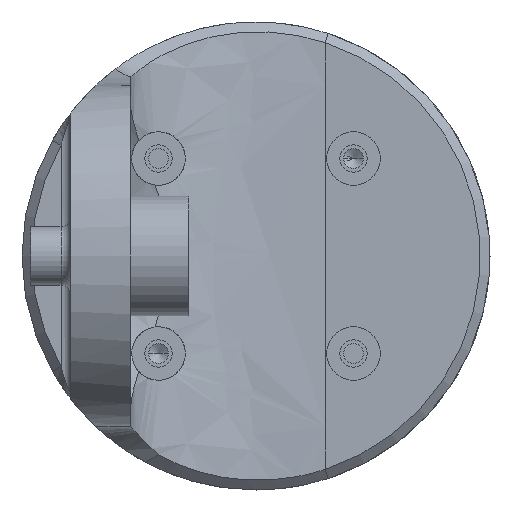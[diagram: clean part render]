
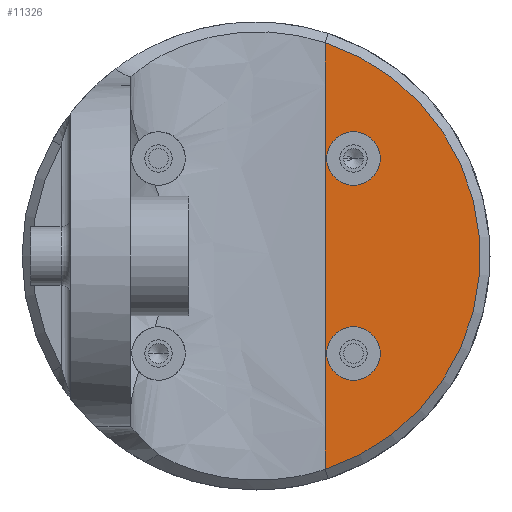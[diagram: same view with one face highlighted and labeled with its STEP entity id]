
A CAD part, left-side view. The second image highlights one B-rep face of the part: STEP entity #11326.
In plain terms, the highlighted face is planar.
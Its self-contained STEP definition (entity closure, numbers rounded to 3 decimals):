
#6 = CARTESIAN_POINT ( 'NONE',  ( -28.5, -20., 17.5 ) ) ;
#512 = CARTESIAN_POINT ( 'NONE',  ( -28.5, -20., 17.5 ) ) ;
#552 = ORIENTED_EDGE ( 'NONE', *, *, #11970, .T. ) ;
#829 = CARTESIAN_POINT ( 'NONE',  ( -28.5, -20., -17.5 ) ) ;
#1152 = CARTESIAN_POINT ( 'NONE',  ( -28.5, -20., -17.5 ) ) ;
#1256 = PLANE ( 'NONE',  #9588 ) ;
#1393 = CARTESIAN_POINT ( 'NONE',  ( -28.5, 0., 0. ) ) ;
#1871 = DIRECTION ( 'NONE',  ( 0., 0., 1. ) ) ;
#1999 = B_SPLINE_CURVE_WITH_KNOTS ( 'NONE', 3,
 ( #829, #10396, #11564, #6 ),
 .UNSPECIFIED., .F., .F.,
 ( 4, 4 ),
 ( 0., 1. ),
 .UNSPECIFIED. ) ;
#2302 = DIRECTION ( 'NONE',  ( 0., 0., 1. ) ) ;
#2442 = DIRECTION ( 'NONE',  ( 0., 0., 1. ) ) ;
#2510 = CARTESIAN_POINT ( 'NONE',  ( -28.5, -22.9, 10. ) ) ;
#2565 = AXIS2_PLACEMENT_3D ( 'NONE', #4916, #13274, #1871 ) ;
#2645 = CARTESIAN_POINT ( 'NONE',  ( -28.5, -22.9, -12.75 ) ) ;
#2827 = VECTOR ( 'NONE', #3032, 1000. ) ;
#2997 = VERTEX_POINT ( 'NONE', #3783 ) ;
#3027 = DIRECTION ( 'NONE',  ( 0., 0., 1. ) ) ;
#3032 = DIRECTION ( 'NONE',  ( 0., 0., 1. ) ) ;
#3304 = DIRECTION ( 'NONE',  ( -1., 0., 0. ) ) ;
#3661 = CIRCLE ( 'NONE', #11329, 2.75 ) ;
#3783 = CARTESIAN_POINT ( 'NONE',  ( -28.5, -20., 17.5 ) ) ;
#3984 = ORIENTED_EDGE ( 'NONE', *, *, #12492, .T. ) ;
#4510 = FACE_BOUND ( 'NONE', #9249, .T. ) ;
#4782 = CIRCLE ( 'NONE', #10252, 2.75 ) ;
#4916 = CARTESIAN_POINT ( 'NONE',  ( -28.5, -22.9, -10. ) ) ;
#4985 = CIRCLE ( 'NONE', #2565, 2.75 ) ;
#5102 = EDGE_CURVE ( 'NONE', #9618, #2997, #1999, .T. ) ;
#5220 = VECTOR ( 'NONE', #12324, 1000. ) ;
#5272 = EDGE_LOOP ( 'NONE', ( #552, #3984 ) ) ;
#5306 = LINE ( 'NONE', #1152, #2827 ) ;
#5810 = DIRECTION ( 'NONE',  ( -1., 0., 0. ) ) ;
#5870 = CARTESIAN_POINT ( 'NONE',  ( -28.5, -22.9, -7.25 ) ) ;
#5955 = LINE ( 'NONE', #512, #5220 ) ;
#6262 = VERTEX_POINT ( 'NONE', #2645 ) ;
#6728 = AXIS2_PLACEMENT_3D ( 'NONE', #10258, #13472, #8282 ) ;
#6731 = CARTESIAN_POINT ( 'NONE',  ( -28.5, -20., -17.5 ) ) ;
#6767 = VERTEX_POINT ( 'NONE', #7370 ) ;
#7370 = CARTESIAN_POINT ( 'NONE',  ( -28.5, -20., -21.877 ) ) ;
#7681 = DIRECTION ( 'NONE',  ( -1., 0., 0. ) ) ;
#7826 = CARTESIAN_POINT ( 'NONE',  ( -28.5, -20., 21.877 ) ) ;
#7980 = ORIENTED_EDGE ( 'NONE', *, *, #5102, .T. ) ;
#8185 = EDGE_LOOP ( 'NONE', ( #10323, #8676, #9328, #7980 ) ) ;
#8282 = DIRECTION ( 'NONE',  ( 0., 0., 1. ) ) ;
#8676 = ORIENTED_EDGE ( 'NONE', *, *, #12401, .T. ) ;
#9080 = VERTEX_POINT ( 'NONE', #12668 ) ;
#9197 = ORIENTED_EDGE ( 'NONE', *, *, #11798, .T. ) ;
#9249 = EDGE_LOOP ( 'NONE', ( #9197, #9939 ) ) ;
#9328 = ORIENTED_EDGE ( 'NONE', *, *, #9490, .T. ) ;
#9411 = CARTESIAN_POINT ( 'NONE',  ( -28.5, -12.9, 0. ) ) ;
#9490 = EDGE_CURVE ( 'NONE', #6767, #9618, #5306, .T. ) ;
#9588 = AXIS2_PLACEMENT_3D ( 'NONE', #1393, #7681, #2302 ) ;
#9618 = VERTEX_POINT ( 'NONE', #6731 ) ;
#9939 = ORIENTED_EDGE ( 'NONE', *, *, #11505, .T. ) ;
#9951 = CARTESIAN_POINT ( 'NONE',  ( -28.5, -22.9, 7.25 ) ) ;
#10039 = CIRCLE ( 'NONE', #11785, 23. ) ;
#10138 = VERTEX_POINT ( 'NONE', #7826 ) ;
#10252 = AXIS2_PLACEMENT_3D ( 'NONE', #10779, #3304, #10519 ) ;
#10258 = CARTESIAN_POINT ( 'NONE',  ( -28.5, -22.9, 10. ) ) ;
#10323 = ORIENTED_EDGE ( 'NONE', *, *, #11104, .T. ) ;
#10370 = DIRECTION ( 'NONE',  ( 1., 0., 0. ) ) ;
#10396 = CARTESIAN_POINT ( 'NONE',  ( -28.5, -20., -5.833 ) ) ;
#10519 = DIRECTION ( 'NONE',  ( 0., 0., 1. ) ) ;
#10779 = CARTESIAN_POINT ( 'NONE',  ( -28.5, -22.9, -10. ) ) ;
#11104 = EDGE_CURVE ( 'NONE', #2997, #10138, #5955, .T. ) ;
#11326 = ADVANCED_FACE ( 'NONE', ( #4510, #12802, #11713 ), #1256, .F. ) ;
#11329 = AXIS2_PLACEMENT_3D ( 'NONE', #2510, #5810, #2442 ) ;
#11371 = VERTEX_POINT ( 'NONE', #5870 ) ;
#11505 = EDGE_CURVE ( 'NONE', #12617, #9080, #13079, .T. ) ;
#11564 = CARTESIAN_POINT ( 'NONE',  ( -28.5, -20., 5.833 ) ) ;
#11713 = FACE_OUTER_BOUND ( 'NONE', #8185, .T. ) ;
#11785 = AXIS2_PLACEMENT_3D ( 'NONE', #9411, #10370, #3027 ) ;
#11798 = EDGE_CURVE ( 'NONE', #9080, #12617, #3661, .T. ) ;
#11970 = EDGE_CURVE ( 'NONE', #11371, #6262, #4985, .T. ) ;
#12324 = DIRECTION ( 'NONE',  ( 0., 0., 1. ) ) ;
#12401 = EDGE_CURVE ( 'NONE', #10138, #6767, #10039, .T. ) ;
#12492 = EDGE_CURVE ( 'NONE', #6262, #11371, #4782, .T. ) ;
#12617 = VERTEX_POINT ( 'NONE', #9951 ) ;
#12668 = CARTESIAN_POINT ( 'NONE',  ( -28.5, -22.9, 12.75 ) ) ;
#12802 = FACE_BOUND ( 'NONE', #5272, .T. ) ;
#13079 = CIRCLE ( 'NONE', #6728, 2.75 ) ;
#13274 = DIRECTION ( 'NONE',  ( -1., 0., 0. ) ) ;
#13472 = DIRECTION ( 'NONE',  ( -1., 0., 0. ) ) ;
